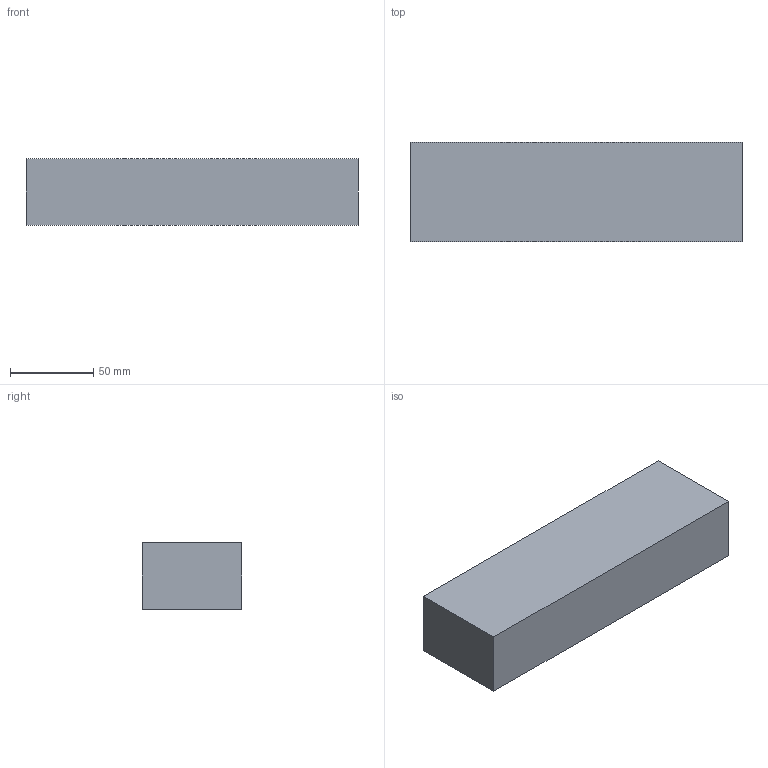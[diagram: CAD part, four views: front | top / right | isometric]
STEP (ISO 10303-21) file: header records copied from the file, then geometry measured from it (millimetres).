
FILE_DESCRIPTION(/* description */ (''),/* implementation_level */ '2;1');
FILE_NAME(/* name */ 'thrustVaneCFD-5degv1.step',/* time_stamp */ '2021-04-21T18:26:48-04:00',/* author */ (''),/* organization */ (''),/* preprocessor_version */ 'ST-DEVELOPER v18.1',/* originating_system */ 'Autodesk Translation Framework v10.6.0.1341',/* authorisation */ '');
FILE_SCHEMA (('AUTOMOTIVE_DESIGN { 1 0 10303 214 3 1 1 }'));
Length unit declared in the file: millimetre
Products named in the file (5): thrustVaneCFD-5deg; thrustVane; thrustVane1; thrust vane; wind tunnle
Assembly tree (4 placements, depth 4):
  thrustVaneCFD-5deg
    thrustVane
      thrustVane1
        thrust vane
    wind tunnle
Bounding box: 200 x 60 x 40 mm (x, y, z)
Surface area: 50531.3 mm2
Topology: 2 solids, 2 shells, 18 faces, 33 edges, 22 vertices
Faces by surface type: plane 14, cylinder 3, bspline 1
Full cylindrical faces by diameter (mm): 2 x3
Entity records: 1169 total; most frequent: CARTESIAN_POINT 693, DIRECTION 85, ORIENTED_EDGE 66, EDGE_CURVE 33, AXIS2_PLACEMENT_3D 32, VERTEX_POINT 22, EDGE_LOOP 21, LINE 21
